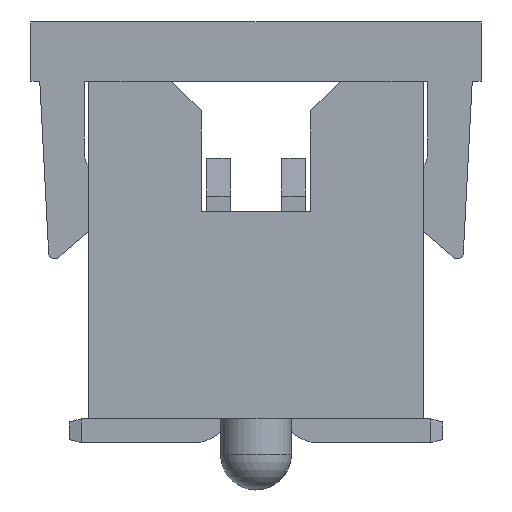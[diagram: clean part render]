
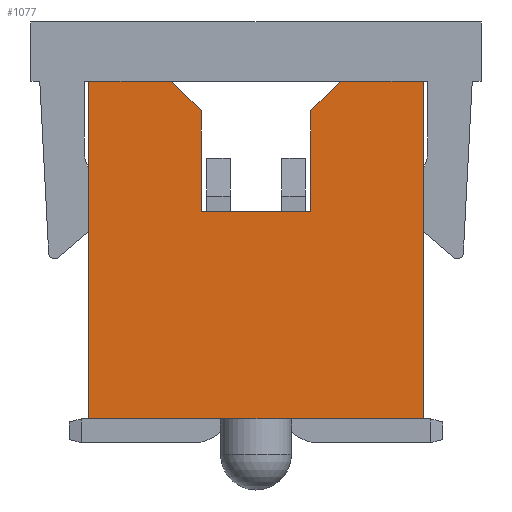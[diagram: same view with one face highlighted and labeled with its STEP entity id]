
A CAD part, left-side view. The second image highlights one B-rep face of the part: STEP entity #1077.
In plain terms, the highlighted planar face has unit normal (-1, 0, 0).
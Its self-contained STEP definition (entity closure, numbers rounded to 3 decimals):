
#894=CARTESIAN_POINT('',(-9.855,0.925,1.9));
#895=VERTEX_POINT('',#894);
#902=CARTESIAN_POINT('',(-9.855,-0.925,1.9));
#903=VERTEX_POINT('',#902);
#904=CARTESIAN_POINT('',(-9.855,0.925,1.9));
#905=DIRECTION('',(0.,-1.,0.));
#906=VECTOR('',#905,1.85);
#907=LINE('',#904,#906);
#908=EDGE_CURVE('',#895,#903,#907,.T.);
#988=CARTESIAN_POINT('',(-9.855,0.925,3.6));
#989=VERTEX_POINT('',#988);
#996=CARTESIAN_POINT('',(-9.855,0.925,3.6));
#997=DIRECTION('',(0.,0.,-1.));
#998=VECTOR('',#997,1.7);
#999=LINE('',#996,#998);
#1000=EDGE_CURVE('',#989,#895,#999,.T.);
#1006=CARTESIAN_POINT('',(-9.855,0.,1.25));
#1007=DIRECTION('',(0.,-1.,0.));
#1008=DIRECTION('',(-1.,0.,0.));
#1009=AXIS2_PLACEMENT_3D('',#1006,#1008,#1007);
#1010=PLANE('',#1009);
#1011=CARTESIAN_POINT('',(-9.855,2.825,-1.6));
#1012=VERTEX_POINT('',#1011);
#1013=CARTESIAN_POINT('',(-9.855,-2.825,-1.6));
#1014=VERTEX_POINT('',#1013);
#1015=CARTESIAN_POINT('',(-9.855,2.825,-1.6));
#1016=DIRECTION('',(0.,-1.,0.));
#1017=VECTOR('',#1016,5.65);
#1018=LINE('',#1015,#1017);
#1019=EDGE_CURVE('',#1012,#1014,#1018,.T.);
#1020=ORIENTED_EDGE('',*,*,#1019,.T.);
#1021=CARTESIAN_POINT('',(-9.855,-2.825,4.1));
#1022=VERTEX_POINT('',#1021);
#1023=CARTESIAN_POINT('',(-9.855,-2.825,-1.6));
#1024=DIRECTION('',(0.,0.,1.));
#1025=VECTOR('',#1024,5.7);
#1026=LINE('',#1023,#1025);
#1027=EDGE_CURVE('',#1014,#1022,#1026,.T.);
#1028=ORIENTED_EDGE('',*,*,#1027,.T.);
#1029=CARTESIAN_POINT('',(-9.855,-1.425,4.1));
#1030=VERTEX_POINT('',#1029);
#1031=CARTESIAN_POINT('',(-9.855,-2.825,4.1));
#1032=DIRECTION('',(0.,1.,0.));
#1033=VECTOR('',#1032,1.4);
#1034=LINE('',#1031,#1033);
#1035=EDGE_CURVE('',#1022,#1030,#1034,.T.);
#1036=ORIENTED_EDGE('',*,*,#1035,.T.);
#1037=CARTESIAN_POINT('',(-9.855,-0.925,3.6));
#1038=VERTEX_POINT('',#1037);
#1039=CARTESIAN_POINT('',(-9.855,-1.425,4.1));
#1040=DIRECTION('',(0.,0.707,-0.707));
#1041=VECTOR('',#1040,0.707);
#1042=LINE('',#1039,#1041);
#1043=EDGE_CURVE('',#1030,#1038,#1042,.T.);
#1044=ORIENTED_EDGE('',*,*,#1043,.T.);
#1045=CARTESIAN_POINT('',(-9.855,-0.925,3.6));
#1046=DIRECTION('',(0.,0.,-1.));
#1047=VECTOR('',#1046,1.7);
#1048=LINE('',#1045,#1047);
#1049=EDGE_CURVE('',#1038,#903,#1048,.T.);
#1050=ORIENTED_EDGE('',*,*,#1049,.T.);
#1051=ORIENTED_EDGE('',*,*,#908,.F.);
#1052=ORIENTED_EDGE('',*,*,#1000,.F.);
#1053=CARTESIAN_POINT('',(-9.855,1.425,4.1));
#1054=VERTEX_POINT('',#1053);
#1055=CARTESIAN_POINT('',(-9.855,0.925,3.6));
#1056=DIRECTION('',(0.,0.707,0.707));
#1057=VECTOR('',#1056,0.707);
#1058=LINE('',#1055,#1057);
#1059=EDGE_CURVE('',#989,#1054,#1058,.T.);
#1060=ORIENTED_EDGE('',*,*,#1059,.T.);
#1061=CARTESIAN_POINT('',(-9.855,2.825,4.1));
#1062=VERTEX_POINT('',#1061);
#1063=CARTESIAN_POINT('',(-9.855,1.425,4.1));
#1064=DIRECTION('',(0.,1.,0.));
#1065=VECTOR('',#1064,1.4);
#1066=LINE('',#1063,#1065);
#1067=EDGE_CURVE('',#1054,#1062,#1066,.T.);
#1068=ORIENTED_EDGE('',*,*,#1067,.T.);
#1069=CARTESIAN_POINT('',(-9.855,2.825,4.1));
#1070=DIRECTION('',(0.,0.,-1.));
#1071=VECTOR('',#1070,5.7);
#1072=LINE('',#1069,#1071);
#1073=EDGE_CURVE('',#1062,#1012,#1072,.T.);
#1074=ORIENTED_EDGE('',*,*,#1073,.T.);
#1075=EDGE_LOOP('',(#1020,#1028,#1036,#1044,#1050,#1051,#1052,#1060,#1068,#1074));
#1076=FACE_OUTER_BOUND('',#1075,.T.);
#1077=ADVANCED_FACE('',(#1076),#1010,.T.);
